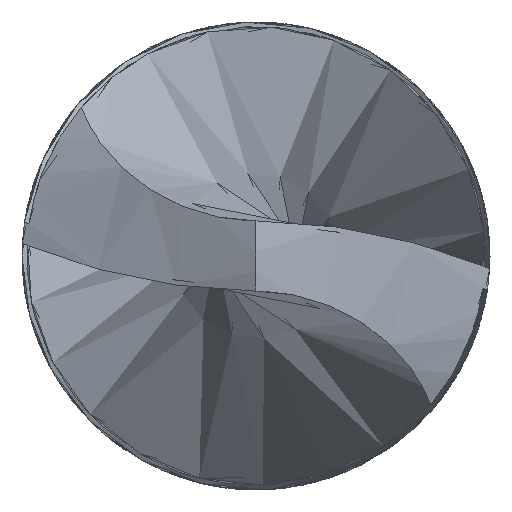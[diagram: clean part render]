
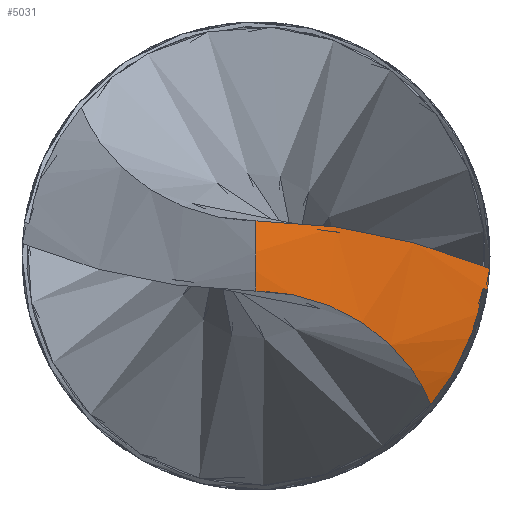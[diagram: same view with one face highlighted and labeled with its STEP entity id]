
A CAD part, front view. The second image highlights one B-rep face of the part: STEP entity #5031.
In plain terms, the highlighted free-form (B-spline) face has degree [2, 1] with [3, 2] control points.
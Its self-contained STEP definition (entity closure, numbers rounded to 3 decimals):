
#804 = VERTEX_POINT('',#805);
#805 = CARTESIAN_POINT('',(9.366,4.435,-1.38
    ));
#845 = VERTEX_POINT('',#846);
#846 = CARTESIAN_POINT('',(9.453,4.417,-0.501)
  );
#884 = EDGE_CURVE('',#845,#804,#885,.T.);
#885 = B_SPLINE_CURVE_WITH_KNOTS('',3,(#886,#887,#888,#889),
  .UNSPECIFIED.,.F.,.F.,(4,4),(0.026,0.027),
  .PIECEWISE_BEZIER_KNOTS.);
#886 = CARTESIAN_POINT('',(9.453,4.417,-0.501)
  );
#887 = CARTESIAN_POINT('',(9.438,4.42,-0.796)
  );
#888 = CARTESIAN_POINT('',(9.408,4.426,-1.09
    ));
#889 = CARTESIAN_POINT('',(9.366,4.435,-1.38
    ));
#1084 = VERTEX_POINT('',#1085);
#1085 = CARTESIAN_POINT('',(0.,0.103,
    1.42));
#1104 = EDGE_CURVE('',#845,#1084,#1105,.T.);
#1105 = B_SPLINE_CURVE_WITH_KNOTS('',3,(#1106,#1107,#1108,#1109,#1110,
    #1111,#1112,#1113,#1114,#1115),.UNSPECIFIED.,.F.,.F.,(4,2,2,2,4),(
    0.,0.003,0.006,
    0.008,0.011),.UNSPECIFIED.);
#1106 = CARTESIAN_POINT('',(9.453,4.417,-0.501)
  );
#1107 = CARTESIAN_POINT('',(8.701,4.055,-0.189
    ));
#1108 = CARTESIAN_POINT('',(7.936,3.699,
    0.082));
#1109 = CARTESIAN_POINT('',(6.389,2.989,0.549
    ));
#1110 = CARTESIAN_POINT('',(5.606,2.635,0.746
    ));
#1111 = CARTESIAN_POINT('',(4.026,1.925,1.068)
  );
#1112 = CARTESIAN_POINT('',(3.229,1.568,1.192)
  );
#1113 = CARTESIAN_POINT('',(1.621,0.843,1.365
    ));
#1114 = CARTESIAN_POINT('',(0.809,0.475,1.413
    ));
#1115 = CARTESIAN_POINT('',(0.,0.103,
    1.42));
#1795 = EDGE_CURVE('',#1796,#1798,#1800,.T.);
#1796 = VERTEX_POINT('',#1797);
#1797 = CARTESIAN_POINT('',(7.075,4.703,
    -6.001));
#1798 = VERTEX_POINT('',#1799);
#1799 = CARTESIAN_POINT('',(9.185,4.344,
    -1.305));
#1800 = B_SPLINE_CURVE_WITH_KNOTS('',3,(#1801,#1802,#1803,#1804,#1805,
    #1806,#1807,#1808),.UNSPECIFIED.,.F.,.F.,(4,2,2,4),(
    0.,0.003,0.004,
    0.005),.UNSPECIFIED.);
#1801 = CARTESIAN_POINT('',(7.075,4.703,
    -6.001));
#1802 = CARTESIAN_POINT('',(7.641,4.621,
    -5.334));
#1803 = CARTESIAN_POINT('',(8.101,4.543,
    -4.604));
#1804 = CARTESIAN_POINT('',(8.636,4.447,
    -3.416));
#1805 = CARTESIAN_POINT('',(8.789,4.419,
    -3.003));
#1806 = CARTESIAN_POINT('',(9.031,4.374,
    -2.166));
#1807 = CARTESIAN_POINT('',(9.123,4.356,
    -1.739));
#1808 = CARTESIAN_POINT('',(9.185,4.344,
    -1.305));
#3127 = EDGE_CURVE('',#1798,#804,#3128,.T.);
#3128 = B_SPLINE_CURVE_WITH_KNOTS('',3,(#3129,#3130,#3131,#3132,#3133,
    #3134,#3135,#3136,#3137,#3138),.UNSPECIFIED.,.F.,.F.,(4,3,3,4),(
    0.,0.,0.,
    0.),.UNSPECIFIED.);
#3129 = CARTESIAN_POINT('',(9.185,4.344,
    -1.305));
#3130 = CARTESIAN_POINT('',(9.212,4.357,
    -1.316));
#3131 = CARTESIAN_POINT('',(9.239,4.371,
    -1.327));
#3132 = CARTESIAN_POINT('',(9.265,4.384,
    -1.338));
#3133 = CARTESIAN_POINT('',(9.282,4.393,
    -1.345));
#3134 = CARTESIAN_POINT('',(9.299,4.401,-1.351)
  );
#3135 = CARTESIAN_POINT('',(9.316,4.41,
    -1.358));
#3136 = CARTESIAN_POINT('',(9.332,4.418,
    -1.365));
#3137 = CARTESIAN_POINT('',(9.349,4.426,
    -1.373));
#3138 = CARTESIAN_POINT('',(9.366,4.435,
    -1.38));
#3344 = VERTEX_POINT('',#3345);
#3345 = CARTESIAN_POINT('',(0.,0.103,
    -1.42));
#3369 = EDGE_CURVE('',#3344,#1796,#3370,.T.);
#3370 = B_SPLINE_CURVE_WITH_KNOTS('',3,(#3371,#3372,#3373,#3374,#3375,
    #3376,#3377,#3378,#3379,#3380,#3381,#3382,#3383,#3384),
  .UNSPECIFIED.,.F.,.F.,(4,2,2,2,2,2,4),(0.,
    0.003,0.004,0.006,
    0.007,0.008,0.011),
  .UNSPECIFIED.);
#3371 = CARTESIAN_POINT('',(0.,0.103,
    -1.42));
#3372 = CARTESIAN_POINT('',(0.765,0.457,
    -1.427));
#3373 = CARTESIAN_POINT('',(1.509,0.815,
    -1.538));
#3374 = CARTESIAN_POINT('',(2.592,1.365,
    -1.856));
#3375 = CARTESIAN_POINT('',(2.949,1.552,
    -1.989));
#3376 = CARTESIAN_POINT('',(3.635,1.925,
    -2.301));
#3377 = CARTESIAN_POINT('',(3.963,2.112,
    -2.48));
#3378 = CARTESIAN_POINT('',(4.589,2.488,-2.882
    ));
#3379 = CARTESIAN_POINT('',(4.886,2.679,
    -3.105));
#3380 = CARTESIAN_POINT('',(5.449,3.067,
    -3.595));
#3381 = CARTESIAN_POINT('',(5.713,3.266,
    -3.862));
#3382 = CARTESIAN_POINT('',(6.426,3.863,
    -4.704));
#3383 = CARTESIAN_POINT('',(6.806,4.269,
    -5.324));
#3384 = CARTESIAN_POINT('',(7.075,4.703,
    -6.001));
#5031 = ADVANCED_FACE('',(#5032),#5048,.T.);
#5032 = FACE_BOUND('',#5033,.T.);
#5033 = EDGE_LOOP('',(#5034,#5035,#5044,#5045,#5046,#5047));
#5034 = ORIENTED_EDGE('',*,*,#1104,.T.);
#5035 = ORIENTED_EDGE('',*,*,#5036,.T.);
#5036 = EDGE_CURVE('',#1084,#3344,#5037,.T.);
#5037 = B_SPLINE_CURVE_WITH_KNOTS('',3,(#5038,#5039,#5040,#5041,#5042,
    #5043),.UNSPECIFIED.,.F.,.F.,(4,2,4),(0.002,
    0.003,0.005),.UNSPECIFIED.);
#5038 = CARTESIAN_POINT('',(0.,0.103,
    1.42));
#5039 = CARTESIAN_POINT('',(0.,0.035,
    0.953));
#5040 = CARTESIAN_POINT('',(0.,0.,
    0.482));
#5041 = CARTESIAN_POINT('',(0.,0.,
    -0.468));
#5042 = CARTESIAN_POINT('',(0.,0.034,
    -0.949));
#5043 = CARTESIAN_POINT('',(0.,0.103,
    -1.42));
#5044 = ORIENTED_EDGE('',*,*,#3369,.T.);
#5045 = ORIENTED_EDGE('',*,*,#1795,.T.);
#5046 = ORIENTED_EDGE('',*,*,#3127,.T.);
#5047 = ORIENTED_EDGE('',*,*,#884,.F.);
#5048 = ( BOUNDED_SURFACE() B_SPLINE_SURFACE(2,1,(
    (#5049,#5050)
    ,(#5051,#5052)
    ,(#5053,#5054
)),.UNSPECIFIED.,.F.,.F.,.F.) B_SPLINE_SURFACE_WITH_KNOTS((3,3),(2,2),(
    2.998,3.599),(-11.282,-0.256),
.PIECEWISE_BEZIER_KNOTS.) GEOMETRIC_REPRESENTATION_ITEM() 
RATIONAL_B_SPLINE_SURFACE((
    (1.,1.)
    ,(0.955,0.955)
,(1.,1.))) REPRESENTATION_ITEM('') SURFACE() );
#5049 = CARTESIAN_POINT('',(-0.077,0.066,
    1.415));
#5050 = CARTESIAN_POINT('',(9.35,4.506,2.028
    ));
#5051 = CARTESIAN_POINT('',(0.255,-0.22,
    -1.62));
#5052 = CARTESIAN_POINT('',(9.825,4.097,
    -2.322));
#5053 = CARTESIAN_POINT('',(-0.771,0.663,
    -4.373));
#5054 = CARTESIAN_POINT('',(8.355,5.362,
    -6.266));
